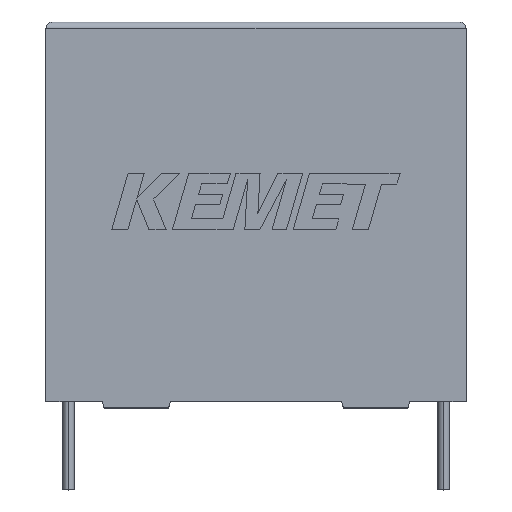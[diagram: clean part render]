
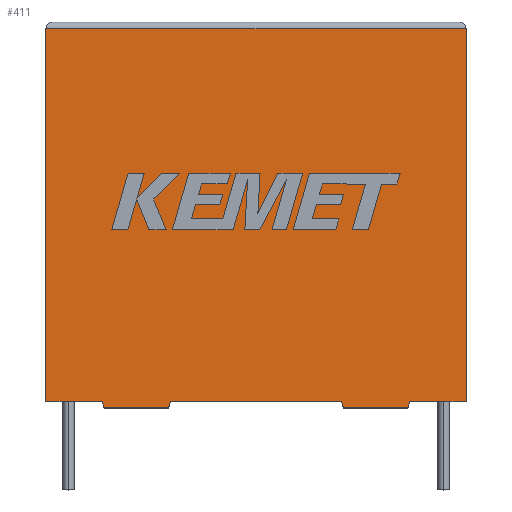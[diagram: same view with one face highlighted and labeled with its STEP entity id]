
A CAD part, top view. The second image highlights one B-rep face of the part: STEP entity #411.
In plain terms, the highlighted planar face has unit normal (0, 0, 1).
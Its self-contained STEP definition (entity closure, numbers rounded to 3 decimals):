
#13 = VECTOR ( 'NONE', #608, 1000. ) ;
#15 = DIRECTION ( 'NONE',  ( -0.287, 0.958, 0. ) ) ;
#40 = CARTESIAN_POINT ( 'NONE',  ( 30.8, 0., 18.3 ) ) ;
#60 = LINE ( 'NONE', #1151, #2090 ) ;
#129 = VECTOR ( 'NONE', #1134, 1000. ) ;
#133 = CARTESIAN_POINT ( 'NONE',  ( 21.824, -0.5, 18.3 ) ) ;
#196 = ORIENTED_EDGE ( 'NONE', *, *, #2158, .T. ) ;
#201 = ORIENTED_EDGE ( 'NONE', *, *, #3138, .T. ) ;
#208 = CARTESIAN_POINT ( 'NONE',  ( 8.976, -0.5, 18.3 ) ) ;
#215 = VECTOR ( 'NONE', #1564, 1000. ) ;
#220 = ORIENTED_EDGE ( 'NONE', *, *, #2115, .F. ) ;
#226 = VERTEX_POINT ( 'NONE', #3212 ) ;
#296 = CARTESIAN_POINT ( 'NONE',  ( 0., 0., 18.3 ) ) ;
#411 = ADVANCED_FACE ( 'NONE', ( #2588 ), #1808, .F. ) ;
#467 = CARTESIAN_POINT ( 'NONE',  ( 4.264, -0.5, 18.3 ) ) ;
#488 = CARTESIAN_POINT ( 'NONE',  ( 0., 0., 18.3 ) ) ;
#608 = DIRECTION ( 'NONE',  ( -1., 0., 0. ) ) ;
#610 = CARTESIAN_POINT ( 'NONE',  ( 30.8, 0., 18.3 ) ) ;
#617 = EDGE_CURVE ( 'NONE', #2183, #3079, #1486, .T. ) ;
#620 = CARTESIAN_POINT ( 'NONE',  ( 4.114, 0., 18.3 ) ) ;
#654 = EDGE_LOOP ( 'NONE', ( #2856, #1419, #201, #196, #1791, #1221, #955, #2069, #220, #1655, #3050, #1413 ) ) ;
#726 = DIRECTION ( 'NONE',  ( 1., 0., 0. ) ) ;
#742 = EDGE_CURVE ( 'NONE', #2407, #2814, #2004, .T. ) ;
#767 = LINE ( 'NONE', #488, #1340 ) ;
#787 = AXIS2_PLACEMENT_3D ( 'NONE', #296, #2286, #2312 ) ;
#803 = CARTESIAN_POINT ( 'NONE',  ( 30.8, 27.3, 18.3 ) ) ;
#874 = VECTOR ( 'NONE', #2666, 1000. ) ;
#955 = ORIENTED_EDGE ( 'NONE', *, *, #617, .T. ) ;
#964 = CARTESIAN_POINT ( 'NONE',  ( 0., 0., 18.3 ) ) ;
#979 = DIRECTION ( 'NONE',  ( 1., 0., 0. ) ) ;
#1086 = CARTESIAN_POINT ( 'NONE',  ( 0., 27.3, 18.3 ) ) ;
#1090 = CARTESIAN_POINT ( 'NONE',  ( 0., 27.3, 18.3 ) ) ;
#1134 = DIRECTION ( 'NONE',  ( 0.287, 0.958, 0. ) ) ;
#1151 = CARTESIAN_POINT ( 'NONE',  ( 26.686, 0., 18.3 ) ) ;
#1181 = LINE ( 'NONE', #2756, #2151 ) ;
#1208 = LINE ( 'NONE', #3076, #215 ) ;
#1221 = ORIENTED_EDGE ( 'NONE', *, *, #2613, .T. ) ;
#1293 = VECTOR ( 'NONE', #3251, 1000. ) ;
#1301 = CARTESIAN_POINT ( 'NONE',  ( 4.114, 0., 18.3 ) ) ;
#1340 = VECTOR ( 'NONE', #979, 1000. ) ;
#1389 = DIRECTION ( 'NONE',  ( 0.287, -0.958, 0. ) ) ;
#1413 = ORIENTED_EDGE ( 'NONE', *, *, #2201, .T. ) ;
#1418 = EDGE_CURVE ( 'NONE', #3079, #2299, #1450, .T. ) ;
#1419 = ORIENTED_EDGE ( 'NONE', *, *, #742, .T. ) ;
#1450 = LINE ( 'NONE', #1467, #1293 ) ;
#1463 = VECTOR ( 'NONE', #3245, 1000. ) ;
#1467 = CARTESIAN_POINT ( 'NONE',  ( 0., 0., 18.3 ) ) ;
#1486 = LINE ( 'NONE', #2582, #129 ) ;
#1564 = DIRECTION ( 'NONE',  ( -1., 0., 0. ) ) ;
#1594 = LINE ( 'NONE', #40, #1463 ) ;
#1652 = VERTEX_POINT ( 'NONE', #610 ) ;
#1655 = ORIENTED_EDGE ( 'NONE', *, *, #3252, .F. ) ;
#1765 = VERTEX_POINT ( 'NONE', #2656 ) ;
#1770 = VECTOR ( 'NONE', #1389, 1000. ) ;
#1786 = CARTESIAN_POINT ( 'NONE',  ( 21.674, 0., 18.3 ) ) ;
#1791 = ORIENTED_EDGE ( 'NONE', *, *, #1814, .T. ) ;
#1799 = VECTOR ( 'NONE', #15, 1000. ) ;
#1808 = PLANE ( 'NONE',  #787 ) ;
#1814 = EDGE_CURVE ( 'NONE', #2384, #2525, #3072, .T. ) ;
#1823 = LINE ( 'NONE', #1957, #1862 ) ;
#1862 = VECTOR ( 'NONE', #2220, 1000. ) ;
#1957 = CARTESIAN_POINT ( 'NONE',  ( 0., 0., 18.3 ) ) ;
#2004 = LINE ( 'NONE', #1086, #13 ) ;
#2069 = ORIENTED_EDGE ( 'NONE', *, *, #1418, .T. ) ;
#2090 = VECTOR ( 'NONE', #2194, 1000. ) ;
#2115 = EDGE_CURVE ( 'NONE', #3035, #2299, #3137, .T. ) ;
#2151 = VECTOR ( 'NONE', #726, 1000. ) ;
#2158 = EDGE_CURVE ( 'NONE', #2634, #2384, #767, .T. ) ;
#2183 = VERTEX_POINT ( 'NONE', #208 ) ;
#2194 = DIRECTION ( 'NONE',  ( -0.287, -0.958, 0. ) ) ;
#2200 = CARTESIAN_POINT ( 'NONE',  ( 9.126, 0., 18.3 ) ) ;
#2201 = EDGE_CURVE ( 'NONE', #1765, #1652, #1823, .T. ) ;
#2220 = DIRECTION ( 'NONE',  ( 1., 0., 0. ) ) ;
#2286 = DIRECTION ( 'NONE',  ( 0., 0., -1. ) ) ;
#2299 = VERTEX_POINT ( 'NONE', #1786 ) ;
#2312 = DIRECTION ( 'NONE',  ( -1., 0., 0. ) ) ;
#2384 = VERTEX_POINT ( 'NONE', #1301 ) ;
#2407 = VERTEX_POINT ( 'NONE', #803 ) ;
#2420 = CARTESIAN_POINT ( 'NONE',  ( 0., 0., 18.3 ) ) ;
#2502 = CARTESIAN_POINT ( 'NONE',  ( 21.824, -0.5, 18.3 ) ) ;
#2525 = VERTEX_POINT ( 'NONE', #467 ) ;
#2582 = CARTESIAN_POINT ( 'NONE',  ( 8.976, -0.5, 18.3 ) ) ;
#2588 = FACE_OUTER_BOUND ( 'NONE', #654, .T. ) ;
#2613 = EDGE_CURVE ( 'NONE', #2525, #2183, #1181, .T. ) ;
#2634 = VERTEX_POINT ( 'NONE', #964 ) ;
#2656 = CARTESIAN_POINT ( 'NONE',  ( 26.686, 0., 18.3 ) ) ;
#2666 = DIRECTION ( 'NONE',  ( 0., -1., 0. ) ) ;
#2756 = CARTESIAN_POINT ( 'NONE',  ( 4.264, -0.5, 18.3 ) ) ;
#2814 = VERTEX_POINT ( 'NONE', #1090 ) ;
#2856 = ORIENTED_EDGE ( 'NONE', *, *, #3220, .T. ) ;
#2885 = LINE ( 'NONE', #2420, #874 ) ;
#3035 = VERTEX_POINT ( 'NONE', #133 ) ;
#3050 = ORIENTED_EDGE ( 'NONE', *, *, #3080, .F. ) ;
#3072 = LINE ( 'NONE', #620, #1770 ) ;
#3076 = CARTESIAN_POINT ( 'NONE',  ( 26.536, -0.5, 18.3 ) ) ;
#3079 = VERTEX_POINT ( 'NONE', #2200 ) ;
#3080 = EDGE_CURVE ( 'NONE', #1765, #226, #60, .T. ) ;
#3137 = LINE ( 'NONE', #2502, #1799 ) ;
#3138 = EDGE_CURVE ( 'NONE', #2814, #2634, #2885, .T. ) ;
#3212 = CARTESIAN_POINT ( 'NONE',  ( 26.536, -0.5, 18.3 ) ) ;
#3220 = EDGE_CURVE ( 'NONE', #1652, #2407, #1594, .T. ) ;
#3245 = DIRECTION ( 'NONE',  ( 0., 1., 0. ) ) ;
#3251 = DIRECTION ( 'NONE',  ( 1., 0., 0. ) ) ;
#3252 = EDGE_CURVE ( 'NONE', #226, #3035, #1208, .T. ) ;
